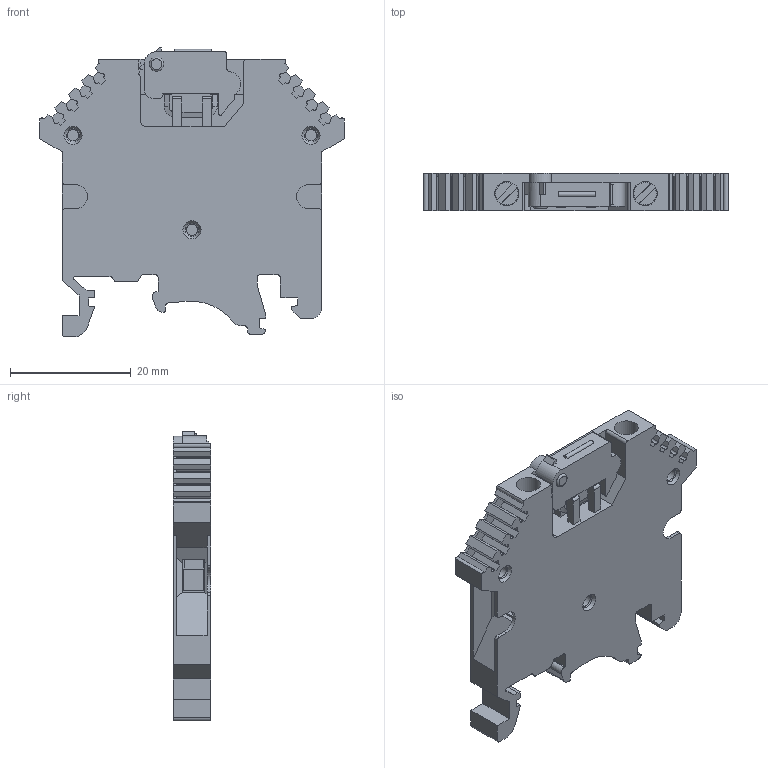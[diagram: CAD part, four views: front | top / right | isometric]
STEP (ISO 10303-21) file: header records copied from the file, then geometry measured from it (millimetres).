
FILE_DESCRIPTION(/* description */ ('Unknown'),/* implementation_level */ '2;1');
FILE_NAME(/* name */ 'BKNC-04',/* time_stamp */ '2024-11-14T14:27:17-03:00',/* author */ ('Unknown'),/* organization */ ('Unknown'),/* preprocessor_version */ 'ST-DEVELOPER v16.7',/* originating_system */ 'Solid Edge',/* authorisation */ 'Unknown');
FILE_SCHEMA (('AUTOMOTIVE_DESIGN {1 0 10303 214 3 1 1}'));
Length unit declared in the file: millimetre
Products named in the file (1): BKNC-04
Bounding box: 50.4 x 6.2 x 47.99 mm (x, y, z)
Volume: 8966.8 mm3; surface area: 6595.8 mm2
Topology: 1 solids, 1 shells, 403 faces, 1141 edges, 748 vertices
Faces by surface type: plane 292, cylinder 92, torus 11, cone 8
Full cylindrical faces by diameter (mm): 2.3 x3, 2.8 x1, 4 x2
Entity records: 15717 total; most frequent: CARTESIAN_POINT 2305, ORIENTED_EDGE 2244, DIRECTION 2136, EDGE_CURVE 1122, LINE 894, VECTOR 894, VERTEX_POINT 746, AXIS2_PLACEMENT_3D 621
